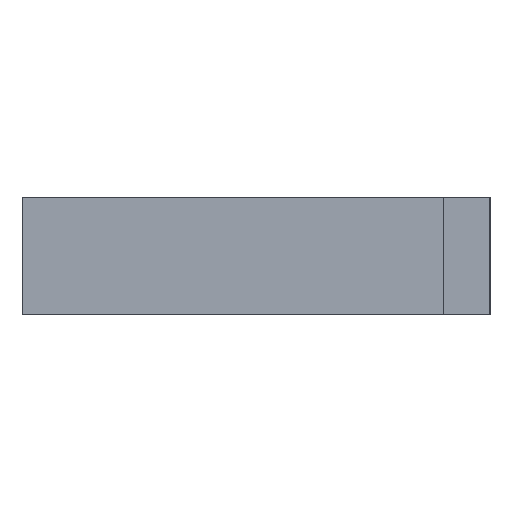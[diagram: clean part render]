
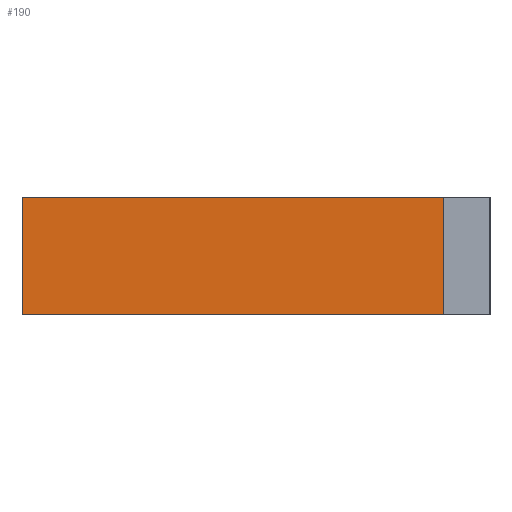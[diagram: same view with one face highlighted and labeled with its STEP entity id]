
A CAD part, left-side view. The second image highlights one B-rep face of the part: STEP entity #190.
In plain terms, the highlighted planar face has unit normal (-1, 0, 0).
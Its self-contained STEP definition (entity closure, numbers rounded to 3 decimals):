
#17 = EDGE_LOOP ( 'NONE', ( #467, #112, #308, #367 ) ) ;
#24 = CARTESIAN_POINT ( 'NONE',  ( -240., 200., 50. ) ) ;
#25 = PLANE ( 'NONE',  #245 ) ;
#26 = DIRECTION ( 'NONE',  ( 0., 1., 0. ) ) ;
#38 = VERTEX_POINT ( 'NONE', #52 ) ;
#52 = CARTESIAN_POINT ( 'NONE',  ( -240., 20., 50. ) ) ;
#59 = EDGE_CURVE ( 'NONE', #94, #38, #325, .T. ) ;
#68 = VECTOR ( 'NONE', #146, 1000. ) ;
#94 = VERTEX_POINT ( 'NONE', #197 ) ;
#110 = VERTEX_POINT ( 'NONE', #471 ) ;
#112 = ORIENTED_EDGE ( 'NONE', *, *, #350, .F. ) ;
#137 = FACE_OUTER_BOUND ( 'NONE', #17, .T. ) ;
#140 = CARTESIAN_POINT ( 'NONE',  ( -240., 200., 0. ) ) ;
#143 = DIRECTION ( 'NONE',  ( 1., 0., 0. ) ) ;
#146 = DIRECTION ( 'NONE',  ( 0., 0., -1. ) ) ;
#177 = LINE ( 'NONE', #140, #219 ) ;
#190 = ADVANCED_FACE ( 'NONE', ( #137 ), #25, .F. ) ;
#196 = CARTESIAN_POINT ( 'NONE',  ( -240., 20., 0. ) ) ;
#197 = CARTESIAN_POINT ( 'NONE',  ( -240., 200., 50. ) ) ;
#217 = CARTESIAN_POINT ( 'NONE',  ( -240., 20., 50. ) ) ;
#219 = VECTOR ( 'NONE', #291, 1000. ) ;
#240 = DIRECTION ( 'NONE',  ( 0., -1., 0. ) ) ;
#245 = AXIS2_PLACEMENT_3D ( 'NONE', #24, #143, #26 ) ;
#254 = DIRECTION ( 'NONE',  ( 0., 0., -1. ) ) ;
#259 = LINE ( 'NONE', #217, #446 ) ;
#291 = DIRECTION ( 'NONE',  ( 0., -1., 0. ) ) ;
#307 = LINE ( 'NONE', #495, #68 ) ;
#308 = ORIENTED_EDGE ( 'NONE', *, *, #59, .F. ) ;
#325 = LINE ( 'NONE', #358, #356 ) ;
#332 = EDGE_CURVE ( 'NONE', #94, #110, #307, .T. ) ;
#350 = EDGE_CURVE ( 'NONE', #38, #409, #259, .T. ) ;
#356 = VECTOR ( 'NONE', #240, 1000. ) ;
#358 = CARTESIAN_POINT ( 'NONE',  ( -240., 140.36, 50. ) ) ;
#367 = ORIENTED_EDGE ( 'NONE', *, *, #332, .T. ) ;
#409 = VERTEX_POINT ( 'NONE', #196 ) ;
#446 = VECTOR ( 'NONE', #254, 1000. ) ;
#467 = ORIENTED_EDGE ( 'NONE', *, *, #484, .T. ) ;
#471 = CARTESIAN_POINT ( 'NONE',  ( -240., 200., 0. ) ) ;
#484 = EDGE_CURVE ( 'NONE', #110, #409, #177, .T. ) ;
#495 = CARTESIAN_POINT ( 'NONE',  ( -240., 200., 50. ) ) ;
